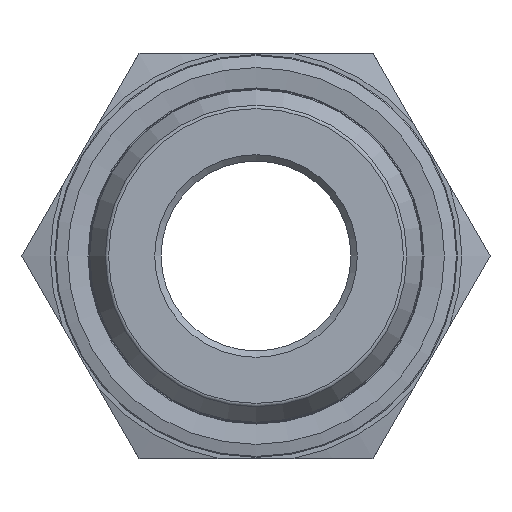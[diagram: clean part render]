
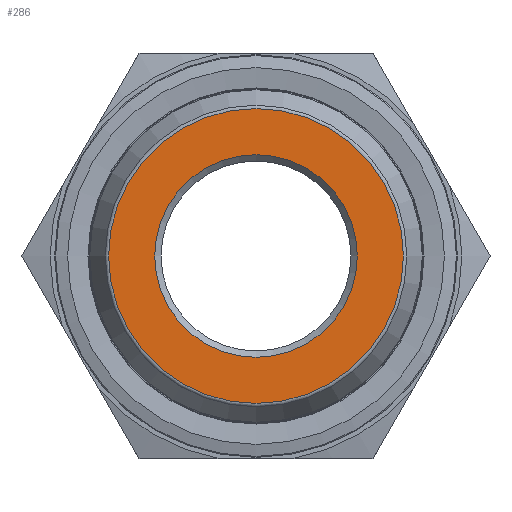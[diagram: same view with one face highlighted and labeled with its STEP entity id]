
A CAD part, left-side view. The second image highlights one B-rep face of the part: STEP entity #286.
In plain terms, the highlighted planar face has unit normal (-1, 0, 0).
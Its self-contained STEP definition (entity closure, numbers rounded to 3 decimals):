
#168=FACE_BOUND('',#399,.T.);
#169=FACE_BOUND('',#400,.T.);
#233=CIRCLE('',#1059,8.);
#234=CIRCLE('',#1060,11.641);
#286=ADVANCED_FACE('',(#168,#169),#334,.T.);
#334=PLANE('',#1061);
#399=EDGE_LOOP('',(#644));
#400=EDGE_LOOP('',(#645));
#644=ORIENTED_EDGE('',*,*,#938,.T.);
#645=ORIENTED_EDGE('',*,*,#939,.T.);
#828=VERTEX_POINT('',#1715);
#829=VERTEX_POINT('',#1717);
#938=EDGE_CURVE('',#828,#828,#233,.T.);
#939=EDGE_CURVE('',#829,#829,#234,.T.);
#1059=AXIS2_PLACEMENT_3D('',#1714,#1239,#1240);
#1060=AXIS2_PLACEMENT_3D('',#1716,#1241,#1242);
#1061=AXIS2_PLACEMENT_3D('',#1718,#1243,#1244);
#1239=DIRECTION('',(1.,0.,0.));
#1240=DIRECTION('',(0.,0.,1.));
#1241=DIRECTION('',(-1.,0.,0.));
#1242=DIRECTION('',(0.,0.,1.));
#1243=DIRECTION('',(-1.,0.,0.));
#1244=DIRECTION('',(0.,0.,1.));
#1714=CARTESIAN_POINT('',(0.,0.,0.));
#1715=CARTESIAN_POINT('',(0.,0.,8.));
#1716=CARTESIAN_POINT('',(0.,0.,0.));
#1717=CARTESIAN_POINT('',(0.,0.,11.641));
#1718=CARTESIAN_POINT('',(0.,0.,0.));
